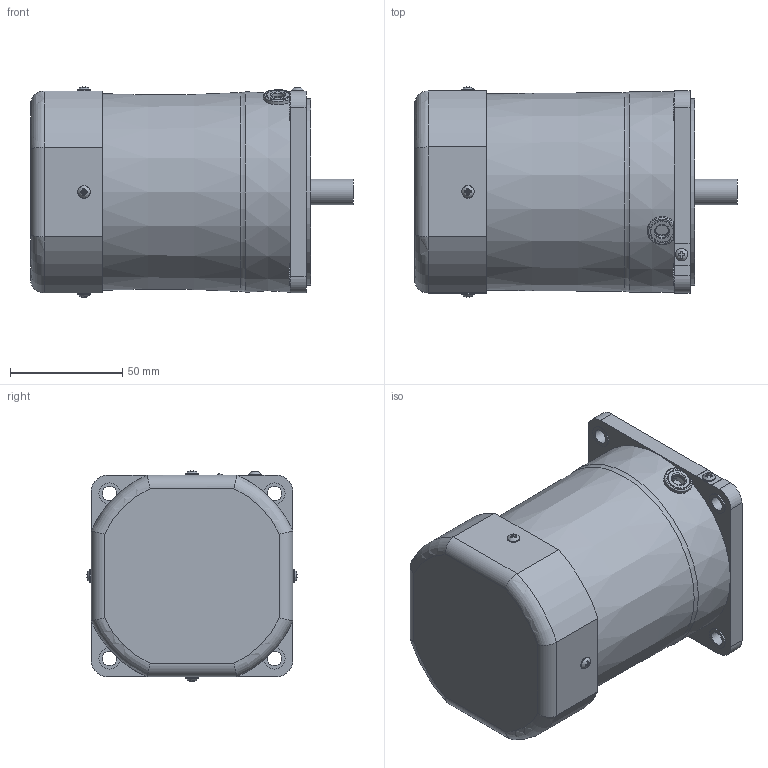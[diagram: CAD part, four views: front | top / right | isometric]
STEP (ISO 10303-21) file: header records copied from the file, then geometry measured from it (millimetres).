
FILE_DESCRIPTION((''),'2;1');
FILE_NAME('S9I60G_CE.stp','2011-07-29T19:21:24',('jy-jung'),(''),'Autodesk Inventor 2011','Autodesk Inventor 2011','');
FILE_SCHEMA(('AUTOMOTIVE_DESIGN { 1 0 10303 214 1 1 1 1 }'));
Length unit declared in the file: millimetre
Products named in the file (1): 부품2
Bounding box: 143.9 x 93.89 x 93.89 mm (x, y, z)
Volume: 792491.7 mm3; surface area: 57405.6 mm2
Topology: 1 solids, 6 shells, 205 faces, 507 edges, 331 vertices
Faces by surface type: plane 126, cylinder 52, torus 15, cone 7, bspline 5
Full cylindrical faces by diameter (mm): 3 x4, 3.5 x4, 5.6 x5, 6 x1, 6.5 x4, 9.5 x4, 10 x1, 11.5 x1, 40 x1, 83 x1
Entity records: 6427 total; most frequent: CARTESIAN_POINT 1628, DIRECTION 904, ORIENTED_EDGE 898, EDGE_CURVE 449, AXIS2_PLACEMENT_3D 331, VERTEX_POINT 322, EDGE_LOOP 289, VECTOR 242
